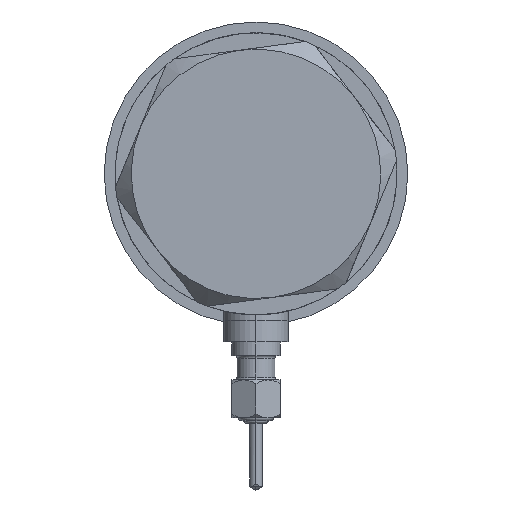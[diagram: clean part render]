
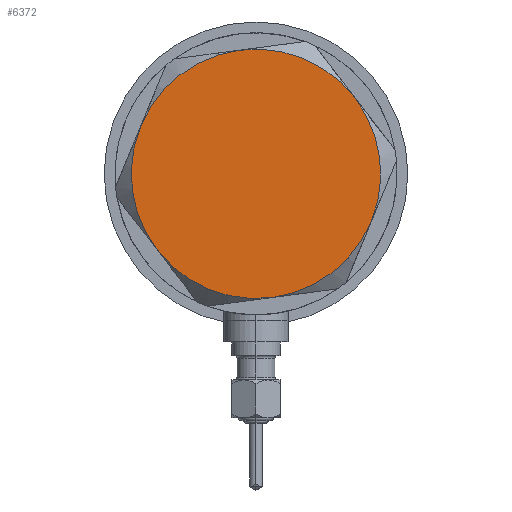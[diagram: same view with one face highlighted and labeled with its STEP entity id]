
A CAD part, left-side view. The second image highlights one B-rep face of the part: STEP entity #6372.
In plain terms, the highlighted face is planar.
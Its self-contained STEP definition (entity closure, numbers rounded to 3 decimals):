
#339 = CARTESIAN_POINT ( 'NONE',  ( -23., 0., 7. ) ) ;
#372 = CIRCLE ( 'NONE', #3095, 23. ) ;
#462 = CIRCLE ( 'NONE', #4301, 23. ) ;
#480 = EDGE_CURVE ( 'NONE', #3492, #770, #3217, .T. ) ;
#555 = CIRCLE ( 'NONE', #991, 23. ) ;
#691 = DIRECTION ( 'NONE',  ( 1., 0., 0. ) ) ;
#760 = ORIENTED_EDGE ( 'NONE', *, *, #2332, .T. ) ;
#770 = VERTEX_POINT ( 'NONE', #6104 ) ;
#936 = CARTESIAN_POINT ( 'NONE',  ( 11.5, 19.919, 7. ) ) ;
#991 = AXIS2_PLACEMENT_3D ( 'NONE', #4380, #1798, #1279 ) ;
#1135 = ORIENTED_EDGE ( 'NONE', *, *, #3724, .T. ) ;
#1221 = AXIS2_PLACEMENT_3D ( 'NONE', #2204, #5429, #691 ) ;
#1251 = VERTEX_POINT ( 'NONE', #3102 ) ;
#1267 = ORIENTED_EDGE ( 'NONE', *, *, #480, .T. ) ;
#1279 = DIRECTION ( 'NONE',  ( 1., 0., 0. ) ) ;
#1335 = CARTESIAN_POINT ( 'NONE',  ( 0., 0., 7. ) ) ;
#1518 = DIRECTION ( 'NONE',  ( 1., 0., 0. ) ) ;
#1714 = CARTESIAN_POINT ( 'NONE',  ( 0., 0., 7. ) ) ;
#1772 = CIRCLE ( 'NONE', #1221, 23. ) ;
#1798 = DIRECTION ( 'NONE',  ( 0., 0., 1. ) ) ;
#1915 = VERTEX_POINT ( 'NONE', #936 ) ;
#1926 = PLANE ( 'NONE',  #3758 ) ;
#2204 = CARTESIAN_POINT ( 'NONE',  ( 0., 0., 7. ) ) ;
#2332 = EDGE_CURVE ( 'NONE', #2942, #3492, #555, .T. ) ;
#2475 = EDGE_LOOP ( 'NONE', ( #1135, #3525, #6665, #760, #1267, #6637 ) ) ;
#2506 = CARTESIAN_POINT ( 'NONE',  ( 0., 0., 7. ) ) ;
#2547 = VERTEX_POINT ( 'NONE', #5597 ) ;
#2716 = CARTESIAN_POINT ( 'NONE',  ( 0., 0., 7. ) ) ;
#2733 = DIRECTION ( 'NONE',  ( 0., 0., 1. ) ) ;
#2804 = DIRECTION ( 'NONE',  ( 1., 0., 0. ) ) ;
#2942 = VERTEX_POINT ( 'NONE', #5996 ) ;
#2996 = DIRECTION ( 'NONE',  ( 1., 0., 0. ) ) ;
#3025 = DIRECTION ( 'NONE',  ( 0., 0., 1. ) ) ;
#3095 = AXIS2_PLACEMENT_3D ( 'NONE', #2506, #3574, #5114 ) ;
#3102 = CARTESIAN_POINT ( 'NONE',  ( 23., 0., 7. ) ) ;
#3217 = CIRCLE ( 'NONE', #3432, 23. ) ;
#3432 = AXIS2_PLACEMENT_3D ( 'NONE', #1714, #2733, #2804 ) ;
#3492 = VERTEX_POINT ( 'NONE', #339 ) ;
#3525 = ORIENTED_EDGE ( 'NONE', *, *, #4376, .T. ) ;
#3574 = DIRECTION ( 'NONE',  ( 0., 0., 1. ) ) ;
#3579 = FACE_OUTER_BOUND ( 'NONE', #2475, .T. ) ;
#3724 = EDGE_CURVE ( 'NONE', #2547, #1251, #372, .T. ) ;
#3758 = AXIS2_PLACEMENT_3D ( 'NONE', #5091, #3025, #2996 ) ;
#3912 = DIRECTION ( 'NONE',  ( 0., 0., 1. ) ) ;
#4301 = AXIS2_PLACEMENT_3D ( 'NONE', #2716, #6203, #1518 ) ;
#4376 = EDGE_CURVE ( 'NONE', #1251, #1915, #4657, .T. ) ;
#4380 = CARTESIAN_POINT ( 'NONE',  ( 0., 0., 7. ) ) ;
#4657 = CIRCLE ( 'NONE', #5307, 23. ) ;
#5091 = CARTESIAN_POINT ( 'NONE',  ( 0., 0., 7. ) ) ;
#5114 = DIRECTION ( 'NONE',  ( 1., 0., 0. ) ) ;
#5307 = AXIS2_PLACEMENT_3D ( 'NONE', #1335, #3912, #5997 ) ;
#5429 = DIRECTION ( 'NONE',  ( 0., 0., 1. ) ) ;
#5597 = CARTESIAN_POINT ( 'NONE',  ( 11.5, -19.919, 7. ) ) ;
#5842 = EDGE_CURVE ( 'NONE', #770, #2547, #462, .T. ) ;
#5996 = CARTESIAN_POINT ( 'NONE',  ( -11.5, 19.919, 7. ) ) ;
#5997 = DIRECTION ( 'NONE',  ( 1., 0., 0. ) ) ;
#6093 = EDGE_CURVE ( 'NONE', #1915, #2942, #1772, .T. ) ;
#6104 = CARTESIAN_POINT ( 'NONE',  ( -11.5, -19.919, 7. ) ) ;
#6203 = DIRECTION ( 'NONE',  ( 0., 0., 1. ) ) ;
#6372 = ADVANCED_FACE ( 'NONE', ( #3579 ), #1926, .T. ) ;
#6637 = ORIENTED_EDGE ( 'NONE', *, *, #5842, .T. ) ;
#6665 = ORIENTED_EDGE ( 'NONE', *, *, #6093, .T. ) ;
